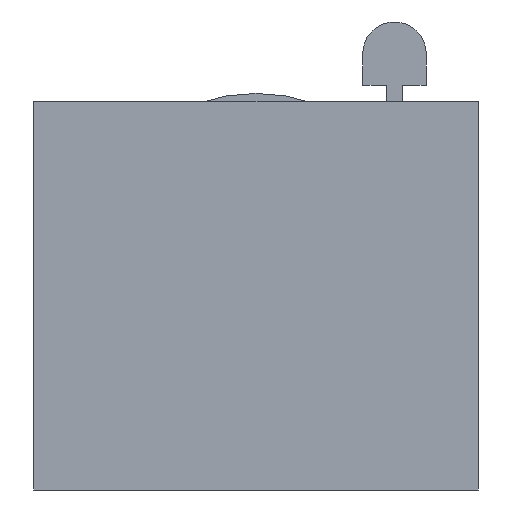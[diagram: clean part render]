
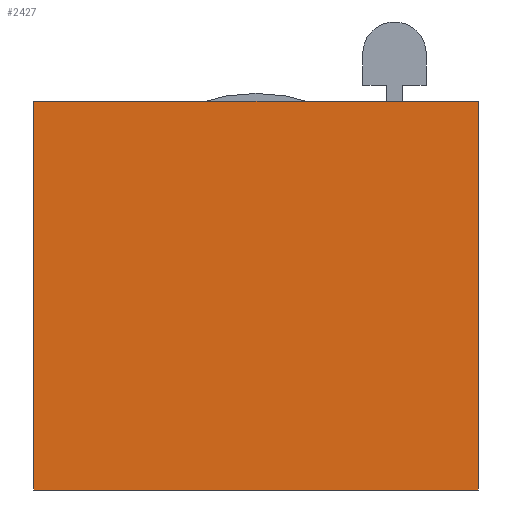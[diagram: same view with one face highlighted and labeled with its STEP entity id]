
A CAD part, left-side view. The second image highlights one B-rep face of the part: STEP entity #2427.
In plain terms, the highlighted planar face has unit normal (-1, 0, 0).
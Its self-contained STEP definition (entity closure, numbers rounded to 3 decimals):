
#187=PLANE('',#2687);
#328=FACE_OUTER_BOUND('',#491,.T.);
#491=EDGE_LOOP('',(#2173,#2174,#2175,#2176));
#728=LINE('',#3946,#1003);
#731=LINE('',#3952,#1006);
#734=LINE('',#3958,#1009);
#737=LINE('',#3962,#1012);
#1003=VECTOR('',#3266,10.);
#1006=VECTOR('',#3271,10.);
#1009=VECTOR('',#3276,10.);
#1012=VECTOR('',#3281,10.);
#1280=VERTEX_POINT('',#3943);
#1281=VERTEX_POINT('',#3945);
#1283=VERTEX_POINT('',#3951);
#1285=VERTEX_POINT('',#3957);
#1580=EDGE_CURVE('',#1281,#1280,#728,.T.);
#1583=EDGE_CURVE('',#1283,#1281,#731,.T.);
#1586=EDGE_CURVE('',#1285,#1283,#734,.T.);
#1589=EDGE_CURVE('',#1280,#1285,#737,.T.);
#2173=ORIENTED_EDGE('',*,*,#1589,.T.);
#2174=ORIENTED_EDGE('',*,*,#1586,.T.);
#2175=ORIENTED_EDGE('',*,*,#1583,.T.);
#2176=ORIENTED_EDGE('',*,*,#1580,.T.);
#2427=ADVANCED_FACE('',(#328),#187,.T.);
#2687=AXIS2_PLACEMENT_3D('',#3963,#3282,#3283);
#3266=DIRECTION('',(0.,0.,-1.));
#3271=DIRECTION('',(0.,1.,0.));
#3276=DIRECTION('',(0.,0.,1.));
#3281=DIRECTION('',(0.,-1.,0.));
#3282=DIRECTION('center_axis',(-1.,0.,0.));
#3283=DIRECTION('ref_axis',(0.,0.,1.));
#3943=CARTESIAN_POINT('',(-44.,28.,-28.));
#3945=CARTESIAN_POINT('',(-44.,28.,21.));
#3946=CARTESIAN_POINT('',(-44.,28.,-28.));
#3951=CARTESIAN_POINT('',(-44.,-28.,21.));
#3952=CARTESIAN_POINT('',(-44.,28.,21.));
#3957=CARTESIAN_POINT('',(-44.,-28.,-28.));
#3958=CARTESIAN_POINT('',(-44.,-28.,21.));
#3962=CARTESIAN_POINT('',(-44.,-28.,-28.));
#3963=CARTESIAN_POINT('Origin',(-44.,0.,-3.5));
